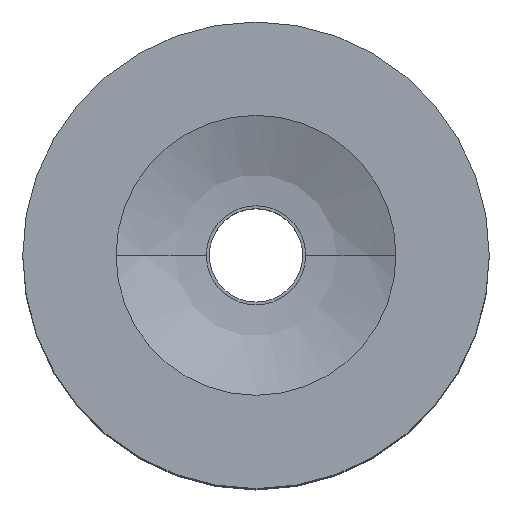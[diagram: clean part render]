
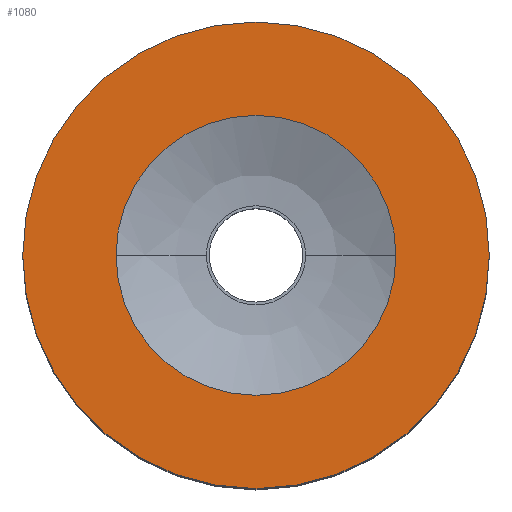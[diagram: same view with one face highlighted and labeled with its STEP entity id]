
A CAD part, top view. The second image highlights one B-rep face of the part: STEP entity #1080.
In plain terms, the highlighted planar face has unit normal (0, 0, 1).
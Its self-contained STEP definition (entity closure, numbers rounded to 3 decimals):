
#646 = VERTEX_POINT('',#647);
#647 = CARTESIAN_POINT('',(6.784,-7.805,-0.5));
#657 = SURFACE_OF_REVOLUTION('',#658,#664);
#658 = B_SPLINE_CURVE_WITH_KNOTS('',4,(#659,#660,#661,#662,#663),
  .UNSPECIFIED.,.F.,.F.,(5,5),(1.065,1.571),
  .PIECEWISE_BEZIER_KNOTS.);
#659 = CARTESIAN_POINT('',(6.784,-7.805,-0.5));
#660 = CARTESIAN_POINT('',(6.829,-7.805,
    -0.524));
#661 = CARTESIAN_POINT('',(6.877,-7.805,-0.541)
  );
#662 = CARTESIAN_POINT('',(6.928,-7.805,-0.55));
#663 = CARTESIAN_POINT('',(6.978,-7.805,-0.55));
#664 = AXIS1_PLACEMENT('',#665,#666);
#665 = CARTESIAN_POINT('',(7.084,-7.805,-0.15));
#666 = DIRECTION('',(-0.,-0.,-1.));
#677 = SURFACE_OF_REVOLUTION('',#678,#684);
#678 = B_SPLINE_CURVE_WITH_KNOTS('',4,(#679,#680,#681,#682,#683),
  .UNSPECIFIED.,.F.,.F.,(5,5),(1.065,1.571),
  .PIECEWISE_BEZIER_KNOTS.);
#679 = CARTESIAN_POINT('',(6.784,-7.805,-0.5));
#680 = CARTESIAN_POINT('',(6.829,-7.805,
    -0.524));
#681 = CARTESIAN_POINT('',(6.877,-7.805,-0.541)
  );
#682 = CARTESIAN_POINT('',(6.928,-7.805,-0.55));
#683 = CARTESIAN_POINT('',(6.978,-7.805,-0.55));
#684 = AXIS1_PLACEMENT('',#685,#686);
#685 = CARTESIAN_POINT('',(7.084,-7.805,-0.15));
#686 = DIRECTION('',(-0.,-0.,-1.));
#749 = VERTEX_POINT('',#750);
#750 = CARTESIAN_POINT('',(7.384,-7.805,-0.5));
#778 = EDGE_CURVE('',#646,#749,#779,.T.);
#779 = SURFACE_CURVE('',#780,(#785,#814),.PCURVE_S1.);
#780 = CIRCLE('',#781,0.3);
#781 = AXIS2_PLACEMENT_3D('',#782,#783,#784);
#782 = CARTESIAN_POINT('',(7.084,-7.805,-0.5));
#783 = DIRECTION('',(0.,0.,1.));
#784 = DIRECTION('',(1.,0.,0.));
#785 = PCURVE('',#657,#786);
#786 = DEFINITIONAL_REPRESENTATION('',(#787),#813);
#787 = B_SPLINE_CURVE_WITH_KNOTS('',3,(#788,#789,#790,#791,#792,#793,
    #794,#795,#796,#797,#798,#799,#800,#801,#802,#803,#804,#805,#806,
    #807,#808,#809,#810,#811,#812),.UNSPECIFIED.,.F.,.F.,(4,1,1,1,1,1,1,
    1,1,1,1,1,1,1,1,1,1,1,1,1,1,1,4),(3.142,3.284,
    3.427,3.57,3.713,3.856,
    3.998,4.141,4.284,4.427,
    4.57,4.712,4.855,4.998,
    5.141,5.284,5.426,5.569,
    5.712,5.855,5.998,6.14,
    6.283),.UNSPECIFIED.);
#788 = CARTESIAN_POINT('',(6.283,1.065));
#789 = CARTESIAN_POINT('',(6.236,1.065));
#790 = CARTESIAN_POINT('',(6.14,1.065));
#791 = CARTESIAN_POINT('',(5.998,1.065));
#792 = CARTESIAN_POINT('',(5.855,1.065));
#793 = CARTESIAN_POINT('',(5.712,1.065));
#794 = CARTESIAN_POINT('',(5.569,1.065));
#795 = CARTESIAN_POINT('',(5.426,1.065));
#796 = CARTESIAN_POINT('',(5.284,1.065));
#797 = CARTESIAN_POINT('',(5.141,1.065));
#798 = CARTESIAN_POINT('',(4.998,1.065));
#799 = CARTESIAN_POINT('',(4.855,1.065));
#800 = CARTESIAN_POINT('',(4.712,1.065));
#801 = CARTESIAN_POINT('',(4.57,1.065));
#802 = CARTESIAN_POINT('',(4.427,1.065));
#803 = CARTESIAN_POINT('',(4.284,1.065));
#804 = CARTESIAN_POINT('',(4.141,1.065));
#805 = CARTESIAN_POINT('',(3.998,1.065));
#806 = CARTESIAN_POINT('',(3.856,1.065));
#807 = CARTESIAN_POINT('',(3.713,1.065));
#808 = CARTESIAN_POINT('',(3.57,1.065));
#809 = CARTESIAN_POINT('',(3.427,1.065));
#810 = CARTESIAN_POINT('',(3.284,1.065));
#811 = CARTESIAN_POINT('',(3.189,1.065));
#812 = CARTESIAN_POINT('',(3.142,1.065));
#813 = ( GEOMETRIC_REPRESENTATION_CONTEXT(2) 
PARAMETRIC_REPRESENTATION_CONTEXT() REPRESENTATION_CONTEXT('2D SPACE',''
  ) );
#814 = PCURVE('',#815,#820);
#815 = PLANE('',#816);
#816 = AXIS2_PLACEMENT_3D('',#817,#818,#819);
#817 = CARTESIAN_POINT('',(7.084,-7.805,-0.5));
#818 = DIRECTION('',(0.,0.,1.));
#819 = DIRECTION('',(1.,0.,0.));
#820 = DEFINITIONAL_REPRESENTATION('',(#821),#825);
#821 = CIRCLE('',#822,0.3);
#822 = AXIS2_PLACEMENT_2D('',#823,#824);
#823 = CARTESIAN_POINT('',(0.,0.));
#824 = DIRECTION('',(1.,0.));
#825 = ( GEOMETRIC_REPRESENTATION_CONTEXT(2) 
PARAMETRIC_REPRESENTATION_CONTEXT() REPRESENTATION_CONTEXT('2D SPACE',''
  ) );
#830 = EDGE_CURVE('',#831,#833,#835,.T.);
#831 = VERTEX_POINT('',#832);
#832 = CARTESIAN_POINT('',(7.584,-7.805,-0.5));
#833 = VERTEX_POINT('',#834);
#834 = CARTESIAN_POINT('',(6.584,-7.805,-0.5));
#835 = SURFACE_CURVE('',#836,(#841,#852),.PCURVE_S1.);
#836 = CIRCLE('',#837,0.5);
#837 = AXIS2_PLACEMENT_3D('',#838,#839,#840);
#838 = CARTESIAN_POINT('',(7.084,-7.805,-0.5));
#839 = DIRECTION('',(0.,0.,1.));
#840 = DIRECTION('',(1.,0.,0.));
#841 = PCURVE('',#842,#847);
#842 = CYLINDRICAL_SURFACE('',#843,0.5);
#843 = AXIS2_PLACEMENT_3D('',#844,#845,#846);
#844 = CARTESIAN_POINT('',(7.084,-7.805,-0.5));
#845 = DIRECTION('',(-0.,-0.,-1.));
#846 = DIRECTION('',(-1.,0.,0.));
#847 = DEFINITIONAL_REPRESENTATION('',(#848),#851);
#848 = B_SPLINE_CURVE_WITH_KNOTS('',1,(#849,#850),.UNSPECIFIED.,.F.,.F.,
  (2,2),(0.,3.142),.PIECEWISE_BEZIER_KNOTS.);
#849 = CARTESIAN_POINT('',(3.142,0.));
#850 = CARTESIAN_POINT('',(0.,0.));
#851 = ( GEOMETRIC_REPRESENTATION_CONTEXT(2) 
PARAMETRIC_REPRESENTATION_CONTEXT() REPRESENTATION_CONTEXT('2D SPACE',''
  ) );
#852 = PCURVE('',#815,#853);
#853 = DEFINITIONAL_REPRESENTATION('',(#854),#858);
#854 = CIRCLE('',#855,0.5);
#855 = AXIS2_PLACEMENT_2D('',#856,#857);
#856 = CARTESIAN_POINT('',(0.,0.));
#857 = DIRECTION('',(1.,0.));
#858 = ( GEOMETRIC_REPRESENTATION_CONTEXT(2) 
PARAMETRIC_REPRESENTATION_CONTEXT() REPRESENTATION_CONTEXT('2D SPACE',''
  ) );
#875 = CYLINDRICAL_SURFACE('',#876,0.5);
#876 = AXIS2_PLACEMENT_3D('',#877,#878,#879);
#877 = CARTESIAN_POINT('',(7.084,-7.805,-0.5));
#878 = DIRECTION('',(-0.,-0.,-1.));
#879 = DIRECTION('',(-1.,0.,0.));
#1080 = ADVANCED_FACE('',(#1081,#1128),#815,.T.);
#1081 = FACE_BOUND('',#1082,.T.);
#1082 = EDGE_LOOP('',(#1083,#1084));
#1083 = ORIENTED_EDGE('',*,*,#778,.F.);
#1084 = ORIENTED_EDGE('',*,*,#1085,.F.);
#1085 = EDGE_CURVE('',#749,#646,#1086,.T.);
#1086 = SURFACE_CURVE('',#1087,(#1092,#1099),.PCURVE_S1.);
#1087 = CIRCLE('',#1088,0.3);
#1088 = AXIS2_PLACEMENT_3D('',#1089,#1090,#1091);
#1089 = CARTESIAN_POINT('',(7.084,-7.805,-0.5));
#1090 = DIRECTION('',(0.,0.,1.));
#1091 = DIRECTION('',(1.,0.,0.));
#1092 = PCURVE('',#815,#1093);
#1093 = DEFINITIONAL_REPRESENTATION('',(#1094),#1098);
#1094 = CIRCLE('',#1095,0.3);
#1095 = AXIS2_PLACEMENT_2D('',#1096,#1097);
#1096 = CARTESIAN_POINT('',(0.,0.));
#1097 = DIRECTION('',(1.,0.));
#1098 = ( GEOMETRIC_REPRESENTATION_CONTEXT(2) 
PARAMETRIC_REPRESENTATION_CONTEXT() REPRESENTATION_CONTEXT('2D SPACE',''
  ) );
#1099 = PCURVE('',#677,#1100);
#1100 = DEFINITIONAL_REPRESENTATION('',(#1101),#1127);
#1101 = B_SPLINE_CURVE_WITH_KNOTS('',3,(#1102,#1103,#1104,#1105,#1106,
    #1107,#1108,#1109,#1110,#1111,#1112,#1113,#1114,#1115,#1116,#1117,
    #1118,#1119,#1120,#1121,#1122,#1123,#1124,#1125,#1126),
  .UNSPECIFIED.,.F.,.F.,(4,1,1,1,1,1,1,1,1,1,1,1,1,1,1,1,1,1,1,1,1,1,4),
  (0.,0.143,0.286,0.428,0.571,
    0.714,0.857,1.,1.142,
    1.285,1.428,1.571,1.714,
    1.856,1.999,2.142,2.285,
    2.428,2.57,2.713,2.856,
    2.999,3.142),.UNSPECIFIED.);
#1102 = CARTESIAN_POINT('',(3.142,1.065));
#1103 = CARTESIAN_POINT('',(3.094,1.065));
#1104 = CARTESIAN_POINT('',(2.999,1.065));
#1105 = CARTESIAN_POINT('',(2.856,1.065));
#1106 = CARTESIAN_POINT('',(2.713,1.065));
#1107 = CARTESIAN_POINT('',(2.57,1.065));
#1108 = CARTESIAN_POINT('',(2.428,1.065));
#1109 = CARTESIAN_POINT('',(2.285,1.065));
#1110 = CARTESIAN_POINT('',(2.142,1.065));
#1111 = CARTESIAN_POINT('',(1.999,1.065));
#1112 = CARTESIAN_POINT('',(1.856,1.065));
#1113 = CARTESIAN_POINT('',(1.714,1.065));
#1114 = CARTESIAN_POINT('',(1.571,1.065));
#1115 = CARTESIAN_POINT('',(1.428,1.065));
#1116 = CARTESIAN_POINT('',(1.285,1.065));
#1117 = CARTESIAN_POINT('',(1.142,1.065));
#1118 = CARTESIAN_POINT('',(1.,1.065));
#1119 = CARTESIAN_POINT('',(0.857,1.065));
#1120 = CARTESIAN_POINT('',(0.714,1.065));
#1121 = CARTESIAN_POINT('',(0.571,1.065));
#1122 = CARTESIAN_POINT('',(0.428,1.065));
#1123 = CARTESIAN_POINT('',(0.286,1.065));
#1124 = CARTESIAN_POINT('',(0.143,1.065));
#1125 = CARTESIAN_POINT('',(0.048,1.065));
#1126 = CARTESIAN_POINT('',(0.,1.065));
#1127 = ( GEOMETRIC_REPRESENTATION_CONTEXT(2) 
PARAMETRIC_REPRESENTATION_CONTEXT() REPRESENTATION_CONTEXT('2D SPACE',''
  ) );
#1128 = FACE_BOUND('',#1129,.T.);
#1129 = EDGE_LOOP('',(#1130,#1151));
#1130 = ORIENTED_EDGE('',*,*,#1131,.T.);
#1131 = EDGE_CURVE('',#833,#831,#1132,.T.);
#1132 = SURFACE_CURVE('',#1133,(#1138,#1145),.PCURVE_S1.);
#1133 = CIRCLE('',#1134,0.5);
#1134 = AXIS2_PLACEMENT_3D('',#1135,#1136,#1137);
#1135 = CARTESIAN_POINT('',(7.084,-7.805,-0.5));
#1136 = DIRECTION('',(0.,0.,1.));
#1137 = DIRECTION('',(1.,0.,0.));
#1138 = PCURVE('',#815,#1139);
#1139 = DEFINITIONAL_REPRESENTATION('',(#1140),#1144);
#1140 = CIRCLE('',#1141,0.5);
#1141 = AXIS2_PLACEMENT_2D('',#1142,#1143);
#1142 = CARTESIAN_POINT('',(0.,0.));
#1143 = DIRECTION('',(1.,0.));
#1144 = ( GEOMETRIC_REPRESENTATION_CONTEXT(2) 
PARAMETRIC_REPRESENTATION_CONTEXT() REPRESENTATION_CONTEXT('2D SPACE',''
  ) );
#1145 = PCURVE('',#875,#1146);
#1146 = DEFINITIONAL_REPRESENTATION('',(#1147),#1150);
#1147 = B_SPLINE_CURVE_WITH_KNOTS('',1,(#1148,#1149),.UNSPECIFIED.,.F.,
  .F.,(2,2),(3.142,6.283),.PIECEWISE_BEZIER_KNOTS.);
#1148 = CARTESIAN_POINT('',(6.283,0.));
#1149 = CARTESIAN_POINT('',(3.142,0.));
#1150 = ( GEOMETRIC_REPRESENTATION_CONTEXT(2) 
PARAMETRIC_REPRESENTATION_CONTEXT() REPRESENTATION_CONTEXT('2D SPACE',''
  ) );
#1151 = ORIENTED_EDGE('',*,*,#830,.T.);
